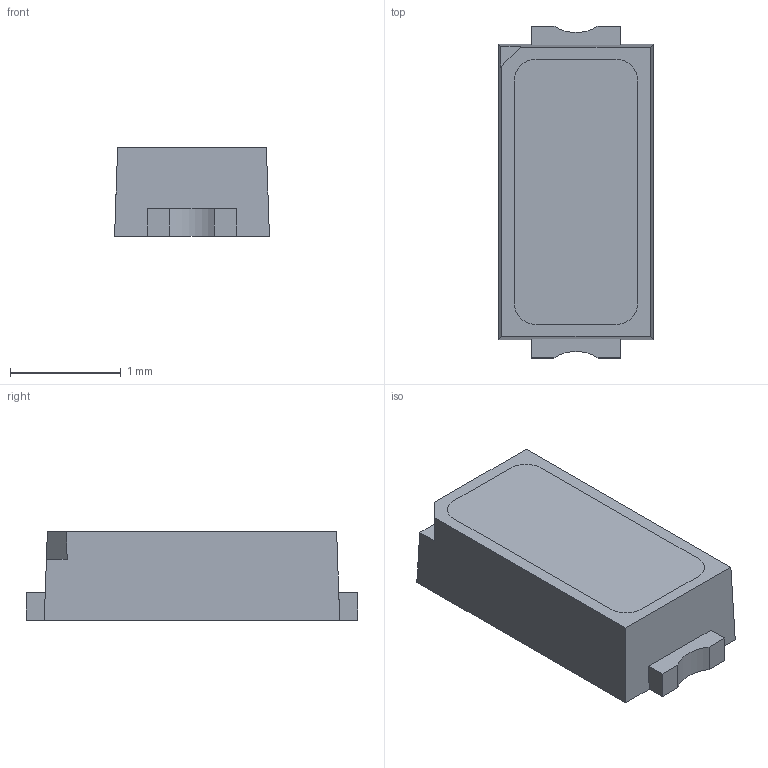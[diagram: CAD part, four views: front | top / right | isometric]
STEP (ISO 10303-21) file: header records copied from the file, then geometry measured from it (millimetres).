
FILE_DESCRIPTION(('FreeCAD Model'),'2;1');
FILE_NAME('Open CASCADE Shape Model','2021-01-30T14:46:14',(''),(''), 'Open CASCADE STEP processor 7.4','FreeCAD','Unknown');
FILE_SCHEMA(('AUTOMOTIVE_DESIGN { 1 0 10303 214 1 1 1 1 }'));
Length unit declared in the file: millimetre
Products named in the file (5): Assembly; Housing; Phosphor; Cathode; Anode
Assembly tree (4 placements, depth 2):
  Assembly
    Housing
    Phosphor
    Cathode
    Anode
Bounding box: 1.4 x 3 x 0.8 mm (x, y, z)
Volume: 3 mm3; surface area: 28.9 mm2
Topology: 4 solids, 4 shells, 67 faces, 174 edges, 108 vertices
Faces by surface type: plane 49, cylinder 10, bspline 8
Entity records: 5707 total; most frequent: CARTESIAN_POINT 2254, DIRECTION 614, LINE 418, VECTOR 418, ORIENTED_EDGE 332, PCURVE 332, DEFINITIONAL_REPRESENTATION 332, EDGE_CURVE 166
